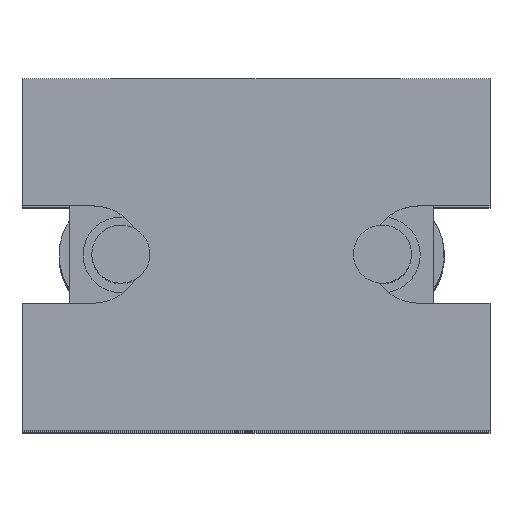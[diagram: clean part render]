
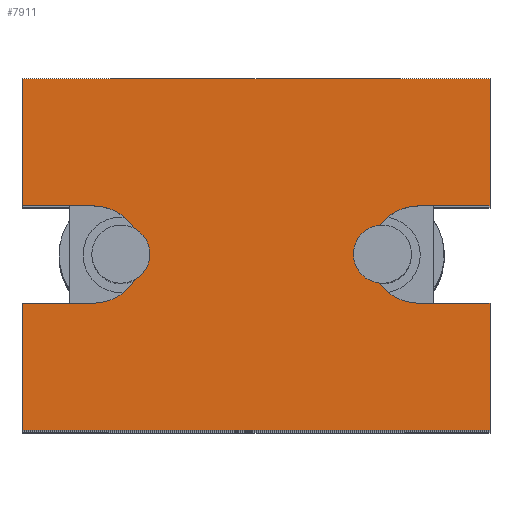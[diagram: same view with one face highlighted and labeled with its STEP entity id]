
A CAD part, top view. The second image highlights one B-rep face of the part: STEP entity #7911.
In plain terms, the highlighted planar face has unit normal (0, 0, 1).
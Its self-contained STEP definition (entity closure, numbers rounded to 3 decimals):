
#7093=DIRECTION('',(0.,1.,0.));
#7094=VECTOR('',#7093,8.75);
#7095=CARTESIAN_POINT('',(-104.673,26.846,128.064));
#7096=LINE('',#7095,#7094);
#7114=CARTESIAN_POINT('',(-109.573,38.946,128.064));
#7115=DIRECTION('',(0.,0.,-1.));
#7116=DIRECTION('',(0.,-1.,0.));
#7117=AXIS2_PLACEMENT_3D('',#7114,#7115,#7116);
#7136=DIRECTION('',(1.,0.,0.));
#7137=VECTOR('',#7136,4.9);
#7138=CARTESIAN_POINT('',(-109.573,42.296,128.064));
#7139=LINE('',#7138,#7137);
#7220=DIRECTION('',(0.,-1.,0.));
#7221=VECTOR('',#7220,8.75);
#7222=CARTESIAN_POINT('',(-136.873,51.046,128.064));
#7223=LINE('',#7222,#7221);
#7255=DIRECTION('',(0.,1.,0.));
#7256=VECTOR('',#7255,8.75);
#7257=CARTESIAN_POINT('',(-136.873,26.846,128.064));
#7258=LINE('',#7257,#7256);
#7262=DIRECTION('',(1.,0.,0.));
#7263=VECTOR('',#7262,4.9);
#7264=CARTESIAN_POINT('',(-136.873,35.596,128.064));
#7265=LINE('',#7264,#7263);
#7269=CARTESIAN_POINT('',(-131.973,38.946,128.064));
#7270=DIRECTION('',(0.,0.,1.));
#7271=DIRECTION('',(0.,-1.,0.));
#7272=AXIS2_PLACEMENT_3D('',#7269,#7270,#7271);
#7277=DIRECTION('',(1.,0.,0.));
#7278=VECTOR('',#7277,32.2);
#7279=CARTESIAN_POINT('',(-136.873,51.046,128.064));
#7280=LINE('',#7279,#7278);
#7284=DIRECTION('',(0.,-1.,0.));
#7285=VECTOR('',#7284,8.75);
#7286=CARTESIAN_POINT('',(-104.673,51.046,128.064));
#7287=LINE('',#7286,#7285);
#7291=DIRECTION('',(1.,0.,0.));
#7292=VECTOR('',#7291,4.9);
#7293=CARTESIAN_POINT('',(-109.573,35.596,128.064));
#7294=LINE('',#7293,#7292);
#7298=DIRECTION('',(-1.,0.,0.));
#7299=VECTOR('',#7298,32.2);
#7300=CARTESIAN_POINT('',(-104.673,26.846,128.064));
#7301=LINE('',#7300,#7299);
#7333=DIRECTION('',(1.,0.,0.));
#7334=VECTOR('',#7333,4.9);
#7335=CARTESIAN_POINT('',(-136.873,42.296,128.064));
#7336=LINE('',#7335,#7334);
#7444=CARTESIAN_POINT('',(-136.873,26.846,128.064));
#7445=VERTEX_POINT('',#7444);
#7460=CARTESIAN_POINT('',(-104.673,26.846,128.064));
#7461=VERTEX_POINT('',#7460);
#7466=CARTESIAN_POINT('',(-109.573,35.596,128.064));
#7467=CARTESIAN_POINT('',(-104.673,35.596,128.064));
#7468=VERTEX_POINT('',#7466);
#7469=VERTEX_POINT('',#7467);
#7470=CARTESIAN_POINT('',(-109.573,42.296,128.064));
#7471=CARTESIAN_POINT('',(-104.673,42.296,128.064));
#7472=VERTEX_POINT('',#7470);
#7473=VERTEX_POINT('',#7471);
#7484=CARTESIAN_POINT('',(-104.673,51.046,128.064));
#7485=VERTEX_POINT('',#7484);
#7512=CARTESIAN_POINT('',(-136.873,51.046,128.064));
#7513=VERTEX_POINT('',#7512);
#7522=CARTESIAN_POINT('',(-136.873,42.296,128.064));
#7523=CARTESIAN_POINT('',(-131.973,42.296,128.064));
#7524=VERTEX_POINT('',#7522);
#7525=VERTEX_POINT('',#7523);
#7526=CARTESIAN_POINT('',(-136.873,35.596,128.064));
#7527=CARTESIAN_POINT('',(-131.973,35.596,128.064));
#7528=VERTEX_POINT('',#7526);
#7529=VERTEX_POINT('',#7527);
#7888=CARTESIAN_POINT('',(-137.678,51.651,128.064));
#7889=DIRECTION('',(0.,0.,1.));
#7890=DIRECTION('',(0.,-1.,0.));
#7891=AXIS2_PLACEMENT_3D('',#7888,#7889,#7890);
#7892=PLANE('',#7891);
#7894=ORIENTED_EDGE('',*,*,#7893,.T.);
#7896=ORIENTED_EDGE('',*,*,#7895,.T.);
#7898=ORIENTED_EDGE('',*,*,#7897,.T.);
#7900=ORIENTED_EDGE('',*,*,#7899,.F.);
#7901=ORIENTED_EDGE('',*,*,#7875,.F.);
#7902=ORIENTED_EDGE('',*,*,#7833,.T.);
#7903=ORIENTED_EDGE('',*,*,#7817,.T.);
#7904=ORIENTED_EDGE('',*,*,#7800,.F.);
#7905=ORIENTED_EDGE('',*,*,#7785,.F.);
#7906=ORIENTED_EDGE('',*,*,#7770,.T.);
#7907=ORIENTED_EDGE('',*,*,#7755,.F.);
#7908=ORIENTED_EDGE('',*,*,#7708,.T.);
#7909=EDGE_LOOP('',(#7894,#7896,#7898,#7900,#7901,#7902,#7903,#7904,#7905,#7906,
#7907,#7908));
#7910=FACE_OUTER_BOUND('',#7909,.F.);
#7118=CIRCLE('',#7117,3.35);
#7273=CIRCLE('',#7272,3.35);
#7708=EDGE_CURVE('',#7461,#7445,#7301,.T.);
#7755=EDGE_CURVE('',#7461,#7469,#7096,.T.);
#7770=EDGE_CURVE('',#7468,#7469,#7294,.T.);
#7785=EDGE_CURVE('',#7468,#7472,#7118,.T.);
#7800=EDGE_CURVE('',#7472,#7473,#7139,.T.);
#7817=EDGE_CURVE('',#7485,#7473,#7287,.T.);
#7833=EDGE_CURVE('',#7513,#7485,#7280,.T.);
#7875=EDGE_CURVE('',#7513,#7524,#7223,.T.);
#7893=EDGE_CURVE('',#7445,#7528,#7258,.T.);
#7895=EDGE_CURVE('',#7528,#7529,#7265,.T.);
#7897=EDGE_CURVE('',#7529,#7525,#7273,.T.);
#7899=EDGE_CURVE('',#7524,#7525,#7336,.T.);
#7911=ADVANCED_FACE('',(#7910),#7892,.T.);
